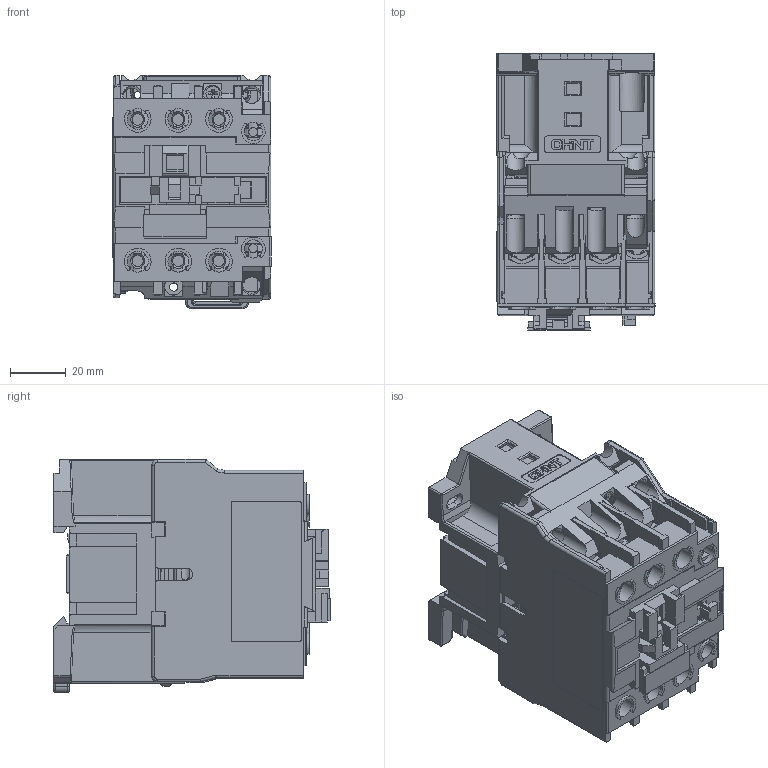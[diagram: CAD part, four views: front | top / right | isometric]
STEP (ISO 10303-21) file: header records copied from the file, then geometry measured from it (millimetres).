
FILE_DESCRIPTION((''),'2;1');
FILE_NAME('CJX2-32','2022-04-20T15:40:50',('zhengmc'),(''),'CREO PARAMETRIC BY PTC INC, 2020044','CREO PARAMETRIC BY PTC INC, 2020044','');
FILE_SCHEMA(('CONFIG_CONTROL_DESIGN','SHAPE_APPEARANCE_LAYERS_GROUPS'));
Products named in the file (1): CJX2-32
Bounding box: 56.65 x 98.7 x 83.3 mm (x, y, z)
Volume: 235713.6 mm3; surface area: 112616.3 mm2
Topology: 7 solids, 8 shells, 4641 faces, 13284 edges, 8560 vertices
Faces by surface type: plane 3386, cylinder 876, extrusion 170, sphere 65, torus 59, bspline 49, cone 36
Entity records: 192289 total; most frequent: CARTESIAN_POINT 48453, ORIENTED_EDGE 26556, DIRECTION 22211, EDGE_CURVE 13278, VECTOR 10737, LINE 10567, VERTEX_POINT 8560, AXIS2_PLACEMENT_3D 5737
